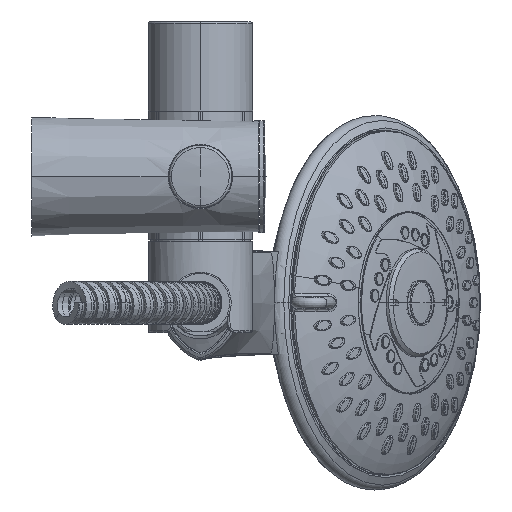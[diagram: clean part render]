
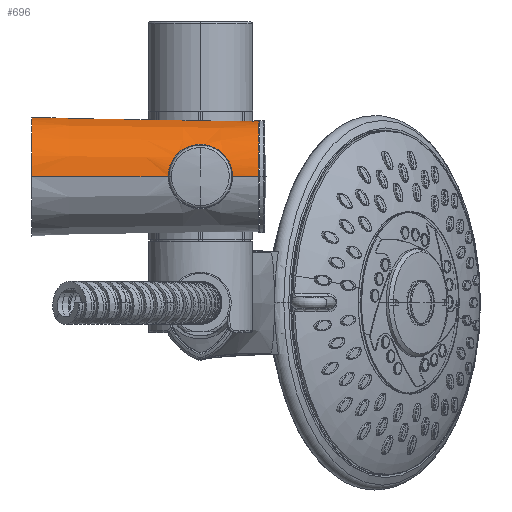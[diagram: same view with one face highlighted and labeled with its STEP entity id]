
A CAD part, front view. The second image highlights one B-rep face of the part: STEP entity #696.
In plain terms, the highlighted conical face has half-angle 1 degrees and reference radius 18.746 mm.
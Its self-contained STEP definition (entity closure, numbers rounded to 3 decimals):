
#420=CARTESIAN_POINT('',(-55.,80.,0.));
#421=DIRECTION('',(1.,0.,0.));
#422=DIRECTION('',(0.,1.,0.));
#423=AXIS2_PLACEMENT_3D('',#420,#421,#422);
#430=CARTESIAN_POINT('',(0.,95.148,10.5));
#431=CARTESIAN_POINT('',(0.264,95.143,10.5));
#432=CARTESIAN_POINT('',(0.793,95.145,10.48));
#433=CARTESIAN_POINT('',(1.589,95.191,10.389));
#434=CARTESIAN_POINT('',(2.387,95.278,10.236));
#435=CARTESIAN_POINT('',(3.188,95.407,10.016));
#436=CARTESIAN_POINT('',(3.989,95.576,9.726));
#437=CARTESIAN_POINT('',(4.787,95.784,9.359));
#438=CARTESIAN_POINT('',(5.573,96.024,8.915));
#439=CARTESIAN_POINT('',(6.332,96.29,8.393));
#440=CARTESIAN_POINT('',(7.051,96.569,7.799));
#441=CARTESIAN_POINT('',(7.715,96.851,7.143));
#442=CARTESIAN_POINT('',(8.315,97.123,6.434));
#443=CARTESIAN_POINT('',(8.842,97.376,5.687));
#444=CARTESIAN_POINT('',(9.296,97.604,4.91));
#445=CARTESIAN_POINT('',(9.674,97.8,4.113));
#446=CARTESIAN_POINT('',(9.979,97.962,3.303));
#447=CARTESIAN_POINT('',(10.214,98.09,2.483));
#448=CARTESIAN_POINT('',(10.379,98.181,1.659));
#449=CARTESIAN_POINT('',(10.478,98.236,0.829));
#450=CARTESIAN_POINT('',(10.5,98.248,0.276));
#451=CARTESIAN_POINT('',(10.5,98.248,0.));
#453=CARTESIAN_POINT('',(19.,80.,0.));
#454=DIRECTION('',(1.,0.,0.));
#455=DIRECTION('',(0.,1.,0.));
#456=AXIS2_PLACEMENT_3D('',#453,#454,#455);
#458=DIRECTION('',(-1.,-0.017,0.));
#459=VECTOR('',#458,8.501);
#460=CARTESIAN_POINT('',(19.,61.9,0.));
#461=LINE('',#460,#459);
#462=CARTESIAN_POINT('',(10.5,61.752,0.));
#463=CARTESIAN_POINT('',(10.5,61.752,0.276));
#464=CARTESIAN_POINT('',(10.478,61.764,0.829));
#465=CARTESIAN_POINT('',(10.379,61.819,1.659));
#466=CARTESIAN_POINT('',(10.214,61.91,2.483));
#467=CARTESIAN_POINT('',(9.979,62.038,3.303));
#468=CARTESIAN_POINT('',(9.674,62.2,4.114));
#469=CARTESIAN_POINT('',(9.295,62.396,4.91));
#470=CARTESIAN_POINT('',(8.842,62.624,5.687));
#471=CARTESIAN_POINT('',(8.314,62.877,6.435));
#472=CARTESIAN_POINT('',(7.714,63.15,7.143));
#473=CARTESIAN_POINT('',(7.051,63.431,7.799));
#474=CARTESIAN_POINT('',(6.332,63.711,8.393));
#475=CARTESIAN_POINT('',(5.573,63.976,8.915));
#476=CARTESIAN_POINT('',(4.787,64.216,9.36));
#477=CARTESIAN_POINT('',(3.989,64.424,9.726));
#478=CARTESIAN_POINT('',(3.187,64.593,10.016));
#479=CARTESIAN_POINT('',(2.386,64.722,10.236));
#480=CARTESIAN_POINT('',(1.589,64.809,10.39));
#481=CARTESIAN_POINT('',(0.793,64.855,10.48));
#482=CARTESIAN_POINT('',(0.264,64.857,10.5));
#483=CARTESIAN_POINT('',(0.,64.852,10.5));
#485=CARTESIAN_POINT('',(0.,64.852,10.5));
#486=CARTESIAN_POINT('',(-0.262,64.846,10.5));
#487=CARTESIAN_POINT('',(-0.789,64.821,10.48));
#488=CARTESIAN_POINT('',(-1.588,64.742,10.39));
#489=CARTESIAN_POINT('',(-2.391,64.621,10.235));
#490=CARTESIAN_POINT('',(-3.201,64.457,10.012));
#491=CARTESIAN_POINT('',(-4.011,64.254,9.717));
#492=CARTESIAN_POINT('',(-4.818,64.012,9.344));
#493=CARTESIAN_POINT('',(-5.611,63.74,8.891));
#494=CARTESIAN_POINT('',(-6.373,63.445,8.362));
#495=CARTESIAN_POINT('',(-7.092,63.141,7.762));
#496=CARTESIAN_POINT('',(-7.752,62.84,7.102));
#497=CARTESIAN_POINT('',(-8.347,62.551,6.392));
#498=CARTESIAN_POINT('',(-8.868,62.286,5.646));
#499=CARTESIAN_POINT('',(-9.315,62.049,4.872));
#500=CARTESIAN_POINT('',(-9.688,61.846,4.08));
#501=CARTESIAN_POINT('',(-9.988,61.679,3.276));
#502=CARTESIAN_POINT('',(-10.219,61.547,2.462));
#503=CARTESIAN_POINT('',(-10.382,61.454,1.644));
#504=CARTESIAN_POINT('',(-10.479,61.398,0.822));
#505=CARTESIAN_POINT('',(-10.5,61.385,0.274));
#506=CARTESIAN_POINT('',(-10.5,61.385,0.));
#508=DIRECTION('',(-1.,-0.017,0.));
#509=VECTOR('',#508,44.507);
#510=CARTESIAN_POINT('',(-10.5,61.385,0.));
#511=LINE('',#510,#509);
#512=CARTESIAN_POINT('',(-10.5,98.615,0.));
#513=CARTESIAN_POINT('',(-10.5,98.615,0.274));
#514=CARTESIAN_POINT('',(-10.479,98.602,0.822));
#515=CARTESIAN_POINT('',(-10.382,98.546,1.644));
#516=CARTESIAN_POINT('',(-10.219,98.453,2.462));
#517=CARTESIAN_POINT('',(-9.988,98.321,3.276));
#518=CARTESIAN_POINT('',(-9.688,98.154,4.08));
#519=CARTESIAN_POINT('',(-9.315,97.951,4.872));
#520=CARTESIAN_POINT('',(-8.868,97.714,5.646));
#521=CARTESIAN_POINT('',(-8.347,97.449,6.393));
#522=CARTESIAN_POINT('',(-7.752,97.16,7.103));
#523=CARTESIAN_POINT('',(-7.092,96.859,7.762));
#524=CARTESIAN_POINT('',(-6.373,96.554,8.362));
#525=CARTESIAN_POINT('',(-5.61,96.26,8.891));
#526=CARTESIAN_POINT('',(-4.818,95.988,9.344));
#527=CARTESIAN_POINT('',(-4.011,95.746,9.717));
#528=CARTESIAN_POINT('',(-3.2,95.542,10.013));
#529=CARTESIAN_POINT('',(-2.391,95.379,10.235));
#530=CARTESIAN_POINT('',(-1.587,95.258,10.39));
#531=CARTESIAN_POINT('',(-0.789,95.179,10.48));
#532=CARTESIAN_POINT('',(-0.262,95.154,10.5));
#533=CARTESIAN_POINT('',(0.,95.148,10.5));
#563=DIRECTION('',(-1.,0.017,0.));
#564=VECTOR('',#563,8.501);
#565=CARTESIAN_POINT('',(19.,98.1,0.));
#566=LINE('',#565,#564);
#613=DIRECTION('',(-1.,0.017,0.));
#614=VECTOR('',#613,44.507);
#615=CARTESIAN_POINT('',(-10.5,98.615,0.));
#616=LINE('',#615,#614);
#640=CARTESIAN_POINT('',(-55.,99.392,0.));
#641=CARTESIAN_POINT('',(-55.,60.608,0.));
#642=VERTEX_POINT('',#640);
#643=VERTEX_POINT('',#641);
#644=VERTEX_POINT('',#451);
#645=VERTEX_POINT('',#430);
#646=CARTESIAN_POINT('',(19.,98.1,0.));
#647=VERTEX_POINT('',#646);
#648=CARTESIAN_POINT('',(19.,61.9,0.));
#649=VERTEX_POINT('',#648);
#650=CARTESIAN_POINT('',(10.5,61.752,0.));
#651=VERTEX_POINT('',#650);
#652=VERTEX_POINT('',#483);
#653=VERTEX_POINT('',#506);
#654=CARTESIAN_POINT('',(-10.5,98.615,0.));
#655=VERTEX_POINT('',#654);
#670=CARTESIAN_POINT('',(-18.,80.,0.));
#671=DIRECTION('',(-1.,0.,0.));
#672=DIRECTION('',(0.,1.,0.));
#673=AXIS2_PLACEMENT_3D('',#670,#671,#672);
#674=CONICAL_SURFACE('',#673,18.746,1.);
#676=ORIENTED_EDGE('',*,*,#675,.T.);
#678=ORIENTED_EDGE('',*,*,#677,.F.);
#680=ORIENTED_EDGE('',*,*,#679,.T.);
#682=ORIENTED_EDGE('',*,*,#681,.T.);
#684=ORIENTED_EDGE('',*,*,#683,.T.);
#686=ORIENTED_EDGE('',*,*,#685,.T.);
#688=ORIENTED_EDGE('',*,*,#687,.T.);
#689=ORIENTED_EDGE('',*,*,#663,.F.);
#691=ORIENTED_EDGE('',*,*,#690,.F.);
#693=ORIENTED_EDGE('',*,*,#692,.T.);
#694=EDGE_LOOP('',(#676,#678,#680,#682,#684,#686,#688,#689,#691,#693));
#695=FACE_OUTER_BOUND('',#694,.F.);
#696=ADVANCED_FACE('',(#695),#674,.T.);
#424=CIRCLE('',#423,19.392);
#452=B_SPLINE_CURVE_WITH_KNOTS('',3,(#430,#431,#432,#433,#434,#435,#436,#437,
#438,#439,#440,#441,#442,#443,#444,#445,#446,#447,#448,#449,#450,#451),
.UNSPECIFIED.,.F.,.F.,(4,1,1,1,1,1,1,1,1,1,1,1,1,1,1,1,1,1,1,4),(0.,
0.053,0.105,0.158,0.211,
0.263,0.316,0.368,0.421,
0.474,0.526,0.579,0.632,
0.684,0.737,0.789,0.842,
0.895,0.947,1.),.UNSPECIFIED.);
#457=CIRCLE('',#456,18.1);
#484=B_SPLINE_CURVE_WITH_KNOTS('',3,(#462,#463,#464,#465,#466,#467,#468,#469,
#470,#471,#472,#473,#474,#475,#476,#477,#478,#479,#480,#481,#482,#483),
.UNSPECIFIED.,.F.,.F.,(4,1,1,1,1,1,1,1,1,1,1,1,1,1,1,1,1,1,1,4),(0.,
0.053,0.105,0.158,0.211,
0.263,0.316,0.368,0.421,
0.474,0.526,0.579,0.632,
0.684,0.737,0.789,0.842,
0.895,0.947,1.),.UNSPECIFIED.);
#507=B_SPLINE_CURVE_WITH_KNOTS('',3,(#485,#486,#487,#488,#489,#490,#491,#492,
#493,#494,#495,#496,#497,#498,#499,#500,#501,#502,#503,#504,#505,#506),
.UNSPECIFIED.,.F.,.F.,(4,1,1,1,1,1,1,1,1,1,1,1,1,1,1,1,1,1,1,4),(0.,
0.053,0.105,0.158,0.211,
0.263,0.316,0.368,0.421,
0.474,0.526,0.579,0.632,
0.684,0.737,0.789,0.842,
0.895,0.947,1.),.UNSPECIFIED.);
#534=B_SPLINE_CURVE_WITH_KNOTS('',3,(#512,#513,#514,#515,#516,#517,#518,#519,
#520,#521,#522,#523,#524,#525,#526,#527,#528,#529,#530,#531,#532,#533),
.UNSPECIFIED.,.F.,.F.,(4,1,1,1,1,1,1,1,1,1,1,1,1,1,1,1,1,1,1,4),(0.,
0.053,0.105,0.158,0.211,
0.263,0.316,0.368,0.421,
0.474,0.526,0.579,0.632,
0.684,0.737,0.789,0.842,
0.895,0.947,1.),.UNSPECIFIED.);
#663=EDGE_CURVE('',#642,#643,#424,.T.);
#675=EDGE_CURVE('',#645,#644,#452,.T.);
#677=EDGE_CURVE('',#647,#644,#566,.T.);
#679=EDGE_CURVE('',#647,#649,#457,.T.);
#681=EDGE_CURVE('',#649,#651,#461,.T.);
#683=EDGE_CURVE('',#651,#652,#484,.T.);
#685=EDGE_CURVE('',#652,#653,#507,.T.);
#687=EDGE_CURVE('',#653,#643,#511,.T.);
#690=EDGE_CURVE('',#655,#642,#616,.T.);
#692=EDGE_CURVE('',#655,#645,#534,.T.);
